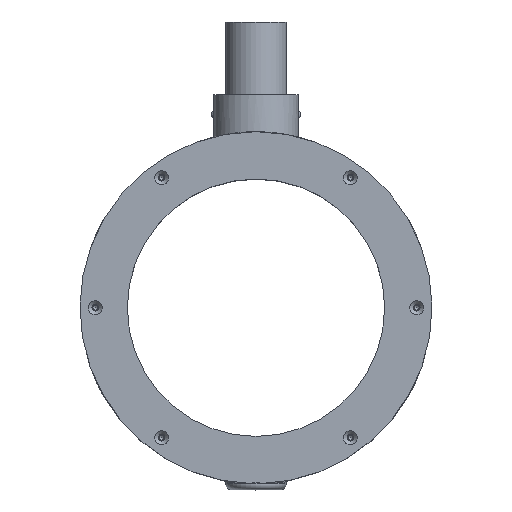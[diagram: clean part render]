
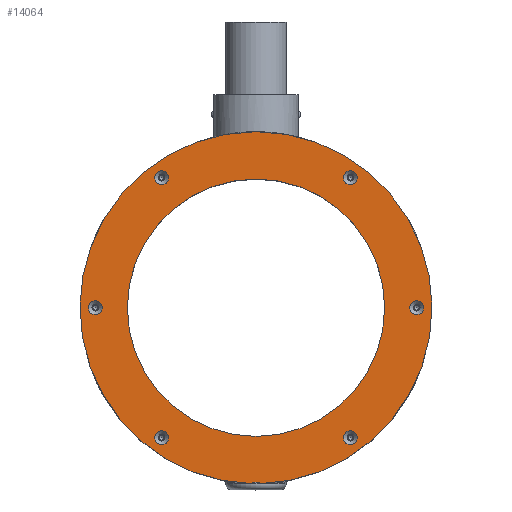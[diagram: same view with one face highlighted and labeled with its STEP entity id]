
A CAD part, top view. The second image highlights one B-rep face of the part: STEP entity #14064.
In plain terms, the highlighted planar face has unit normal (0, 0, 1).
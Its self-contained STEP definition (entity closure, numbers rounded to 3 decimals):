
#924 = VERTEX_POINT ( 'NONE', #13942 ) ;
#1327 = EDGE_CURVE ( 'NONE', #30098, #30098, #2068, .T. ) ;
#1872 = CARTESIAN_POINT ( 'NONE',  ( -77.808, 107.094, 55.03 ) ) ;
#1960 = CARTESIAN_POINT ( 'NONE',  ( -72.073, -107.094, 55.03 ) ) ;
#2036 = CIRCLE ( 'NONE', #23575, 5.735 ) ;
#2068 = CIRCLE ( 'NONE', #18801, 5.735 ) ;
#2318 = EDGE_CURVE ( 'NONE', #31122, #11115, #30027, .T. ) ;
#2456 = DIRECTION ( 'NONE',  ( 0., -1., 0. ) ) ;
#2824 = EDGE_CURVE ( 'NONE', #25360, #25360, #3243, .T. ) ;
#2963 = VERTEX_POINT ( 'NONE', #11811 ) ;
#3078 = CARTESIAN_POINT ( 'NONE',  ( 106., 0., 55.03 ) ) ;
#3170 = AXIS2_PLACEMENT_3D ( 'NONE', #1872, #25094, #29676 ) ;
#3243 = CIRCLE ( 'NONE', #11902, 5.735 ) ;
#3581 = DIRECTION ( 'NONE',  ( 1., 0., 0. ) ) ;
#3706 = CIRCLE ( 'NONE', #8578, 145. ) ;
#3742 = CARTESIAN_POINT ( 'NONE',  ( -132.375, 0., 55.03 ) ) ;
#4908 = ORIENTED_EDGE ( 'NONE', *, *, #5294, .F. ) ;
#4971 = FACE_OUTER_BOUND ( 'NONE', #32842, .T. ) ;
#5294 = EDGE_CURVE ( 'NONE', #10226, #10226, #7521, .T. ) ;
#5806 = CIRCLE ( 'NONE', #18739, 106. ) ;
#6067 = DIRECTION ( 'NONE',  ( 0., 0., 1. ) ) ;
#6229 = CARTESIAN_POINT ( 'NONE',  ( 77.808, 107.094, 55.03 ) ) ;
#6376 = CARTESIAN_POINT ( 'NONE',  ( 77.808, -107.094, 55.03 ) ) ;
#6396 = DIRECTION ( 'NONE',  ( 1., 0., 0. ) ) ;
#6462 = VERTEX_POINT ( 'NONE', #3078 ) ;
#6667 = AXIS2_PLACEMENT_3D ( 'NONE', #9189, #8849, #19114 ) ;
#7521 = CIRCLE ( 'NONE', #8065, 5.735 ) ;
#8065 = AXIS2_PLACEMENT_3D ( 'NONE', #6376, #16683, #16348 ) ;
#8413 = ORIENTED_EDGE ( 'NONE', *, *, #2824, .F. ) ;
#8535 = EDGE_LOOP ( 'NONE', ( #4908 ) ) ;
#8578 = AXIS2_PLACEMENT_3D ( 'NONE', #30766, #15973, #25878 ) ;
#8849 = DIRECTION ( 'NONE',  ( 0., 0., 1. ) ) ;
#8998 = DIRECTION ( 'NONE',  ( 0., 0., 1. ) ) ;
#9189 = CARTESIAN_POINT ( 'NONE',  ( 132.375, 0., 55.03 ) ) ;
#9477 = DIRECTION ( 'NONE',  ( 1., 0., 0. ) ) ;
#9513 = DIRECTION ( 'NONE',  ( 0., 1., 0. ) ) ;
#9704 = EDGE_CURVE ( 'NONE', #30576, #30576, #2036, .T. ) ;
#9715 = FACE_BOUND ( 'NONE', #8535, .T. ) ;
#10185 = CIRCLE ( 'NONE', #3170, 5.735 ) ;
#10226 = VERTEX_POINT ( 'NONE', #12932 ) ;
#10409 = ORIENTED_EDGE ( 'NONE', *, *, #2318, .F. ) ;
#10712 = DIRECTION ( 'NONE',  ( 1., 0., 0. ) ) ;
#11055 = CARTESIAN_POINT ( 'NONE',  ( 0., 0., 55.03 ) ) ;
#11115 = VERTEX_POINT ( 'NONE', #26145 ) ;
#11811 = CARTESIAN_POINT ( 'NONE',  ( -2.735, -144.974, 55.03 ) ) ;
#11855 = DIRECTION ( 'NONE',  ( 0., 0., 1. ) ) ;
#11902 = AXIS2_PLACEMENT_3D ( 'NONE', #6229, #6067, #6396 ) ;
#12050 = ORIENTED_EDGE ( 'NONE', *, *, #9704, .F. ) ;
#12541 = EDGE_LOOP ( 'NONE', ( #27370 ) ) ;
#12591 = FACE_BOUND ( 'NONE', #32774, .T. ) ;
#12932 = CARTESIAN_POINT ( 'NONE',  ( 83.543, -107.094, 55.03 ) ) ;
#13261 = DIRECTION ( 'NONE',  ( 0., 0., 1. ) ) ;
#13281 = CARTESIAN_POINT ( 'NONE',  ( -2.735, -144., 55.03 ) ) ;
#13434 = DIRECTION ( 'NONE',  ( 1., 0., 0. ) ) ;
#13776 = ORIENTED_EDGE ( 'NONE', *, *, #32762, .T. ) ;
#13910 = EDGE_LOOP ( 'NONE', ( #8413 ) ) ;
#13942 = CARTESIAN_POINT ( 'NONE',  ( -72.073, 107.094, 55.03 ) ) ;
#14064 = ADVANCED_FACE ( 'NONE', ( #32761, #19983, #28042, #9715, #12591, #25512, #30247, #4971 ), #17481, .T. ) ;
#14224 = EDGE_CURVE ( 'NONE', #924, #924, #10185, .T. ) ;
#14355 = EDGE_CURVE ( 'NONE', #2963, #31122, #3706, .T. ) ;
#14715 = AXIS2_PLACEMENT_3D ( 'NONE', #21917, #13261, #13434 ) ;
#15279 = CARTESIAN_POINT ( 'NONE',  ( -126.64, 0., 55.03 ) ) ;
#15410 = DIRECTION ( 'NONE',  ( 0., 0., -1. ) ) ;
#15973 = DIRECTION ( 'NONE',  ( 0., 0., -1. ) ) ;
#16348 = DIRECTION ( 'NONE',  ( 1., 0., 0. ) ) ;
#16645 = ORIENTED_EDGE ( 'NONE', *, *, #14224, .F. ) ;
#16683 = DIRECTION ( 'NONE',  ( 0., 0., 1. ) ) ;
#16918 = CIRCLE ( 'NONE', #6667, 5.735 ) ;
#17481 = PLANE ( 'NONE',  #14715 ) ;
#18739 = AXIS2_PLACEMENT_3D ( 'NONE', #11055, #15410, #10712 ) ;
#18801 = AXIS2_PLACEMENT_3D ( 'NONE', #27008, #8998, #3581 ) ;
#19114 = DIRECTION ( 'NONE',  ( 1., 0., 0. ) ) ;
#19367 = EDGE_CURVE ( 'NONE', #30889, #11115, #28030, .T. ) ;
#19517 = ORIENTED_EDGE ( 'NONE', *, *, #14355, .F. ) ;
#19983 = FACE_BOUND ( 'NONE', #28494, .T. ) ;
#20836 = EDGE_LOOP ( 'NONE', ( #13776 ) ) ;
#20997 = LINE ( 'NONE', #13281, #29713 ) ;
#21511 = VECTOR ( 'NONE', #9513, 1000. ) ;
#21917 = CARTESIAN_POINT ( 'NONE',  ( 0., 142., 55.03 ) ) ;
#22615 = CARTESIAN_POINT ( 'NONE',  ( 2.735, -144., 55.03 ) ) ;
#22677 = CARTESIAN_POINT ( 'NONE',  ( 83.543, 107.094, 55.03 ) ) ;
#23044 = EDGE_LOOP ( 'NONE', ( #16645 ) ) ;
#23575 = AXIS2_PLACEMENT_3D ( 'NONE', #3742, #11855, #9477 ) ;
#24106 = ORIENTED_EDGE ( 'NONE', *, *, #19367, .T. ) ;
#25094 = DIRECTION ( 'NONE',  ( 0., 0., 1. ) ) ;
#25194 = ORIENTED_EDGE ( 'NONE', *, *, #26967, .F. ) ;
#25360 = VERTEX_POINT ( 'NONE', #22677 ) ;
#25488 = VERTEX_POINT ( 'NONE', #30720 ) ;
#25512 = FACE_BOUND ( 'NONE', #13910, .T. ) ;
#25878 = DIRECTION ( 'NONE',  ( 1., 0., 0. ) ) ;
#26145 = CARTESIAN_POINT ( 'NONE',  ( 2.735, -144., 55.03 ) ) ;
#26967 = EDGE_CURVE ( 'NONE', #25488, #25488, #16918, .T. ) ;
#27008 = CARTESIAN_POINT ( 'NONE',  ( -77.808, -107.094, 55.03 ) ) ;
#27370 = ORIENTED_EDGE ( 'NONE', *, *, #1327, .F. ) ;
#28030 = LINE ( 'NONE', #30064, #30559 ) ;
#28042 = FACE_BOUND ( 'NONE', #12541, .T. ) ;
#28266 = ORIENTED_EDGE ( 'NONE', *, *, #29919, .F. ) ;
#28494 = EDGE_LOOP ( 'NONE', ( #12050 ) ) ;
#29676 = DIRECTION ( 'NONE',  ( 1., 0., 0. ) ) ;
#29713 = VECTOR ( 'NONE', #2456, 1000. ) ;
#29919 = EDGE_CURVE ( 'NONE', #30889, #2963, #20997, .T. ) ;
#30027 = LINE ( 'NONE', #22615, #21511 ) ;
#30064 = CARTESIAN_POINT ( 'NONE',  ( 0., -144., 55.03 ) ) ;
#30098 = VERTEX_POINT ( 'NONE', #1960 ) ;
#30247 = FACE_BOUND ( 'NONE', #23044, .T. ) ;
#30559 = VECTOR ( 'NONE', #32920, 1000. ) ;
#30576 = VERTEX_POINT ( 'NONE', #15279 ) ;
#30681 = CARTESIAN_POINT ( 'NONE',  ( -2.735, -144., 55.03 ) ) ;
#30720 = CARTESIAN_POINT ( 'NONE',  ( 138.11, 0., 55.03 ) ) ;
#30766 = CARTESIAN_POINT ( 'NONE',  ( 0., 0., 55.03 ) ) ;
#30889 = VERTEX_POINT ( 'NONE', #30681 ) ;
#31122 = VERTEX_POINT ( 'NONE', #33312 ) ;
#32761 = FACE_BOUND ( 'NONE', #20836, .T. ) ;
#32762 = EDGE_CURVE ( 'NONE', #6462, #6462, #5806, .T. ) ;
#32774 = EDGE_LOOP ( 'NONE', ( #25194 ) ) ;
#32842 = EDGE_LOOP ( 'NONE', ( #28266, #24106, #10409, #19517 ) ) ;
#32920 = DIRECTION ( 'NONE',  ( 1., 0., 0. ) ) ;
#33312 = CARTESIAN_POINT ( 'NONE',  ( 2.735, -144.974, 55.03 ) ) ;
